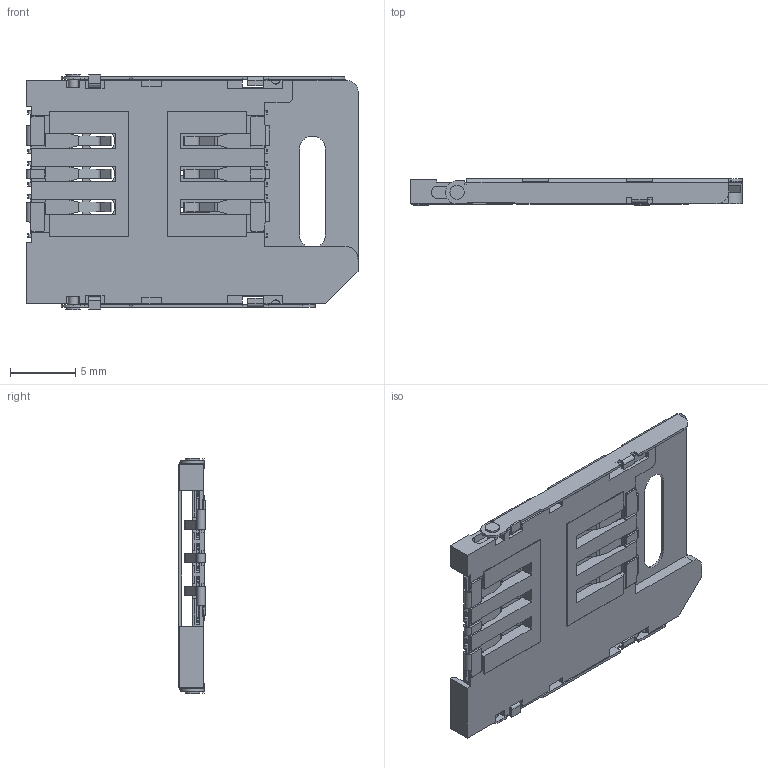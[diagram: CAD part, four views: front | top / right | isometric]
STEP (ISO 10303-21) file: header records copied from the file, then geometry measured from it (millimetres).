
FILE_DESCRIPTION((''),'2;1');
FILE_NAME('473882001','2014-06-30T',('me'),(''),'PRO/ENGINEER BY PARAMETRIC TECHNOLOGY CORPORATION, 2011490','PRO/ENGINEER BY PARAMETRIC TECHNOLOGY CORPORATION, 2011490','');
FILE_SCHEMA(('CONFIG_CONTROL_DESIGN'));
Length unit declared in the file: millimetre
Products named in the file (1): 473882001
Bounding box: 25.52 x 2 x 18.1 mm (x, y, z)
Volume: 368.5 mm3; surface area: 1828.1 mm2
Topology: 2 solids, 2 shells, 736 faces, 2195 edges, 1461 vertices
Faces by surface type: plane 609, cylinder 127
Entity records: 24447 total; most frequent: CARTESIAN_POINT 4443, ORIENTED_EDGE 4302, DIRECTION 3901, EDGE_CURVE 2151, VECTOR 1933, LINE 1933, VERTEX_POINT 1405, AXIS2_PLACEMENT_3D 984
